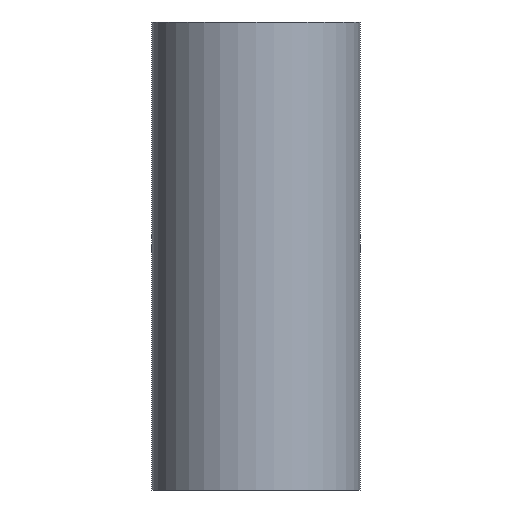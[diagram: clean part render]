
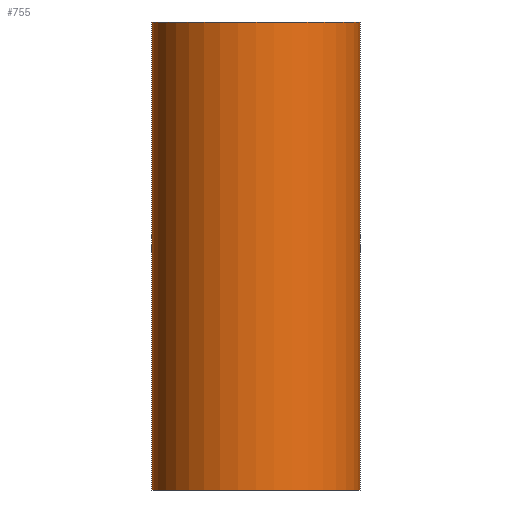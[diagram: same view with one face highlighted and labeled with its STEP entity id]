
A CAD part, front view. The second image highlights one B-rep face of the part: STEP entity #755.
In plain terms, the highlighted cylindrical face has radius 38.1 mm (diameter 76.2 mm), a partial arc.
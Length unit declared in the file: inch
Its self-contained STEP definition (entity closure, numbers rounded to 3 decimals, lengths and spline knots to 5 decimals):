
#17 = AXIS2_PLACEMENT_3D ( 'NONE', #1307, #355, #1297 ) ;
#44 = CARTESIAN_POINT ( 'NONE',  ( -1.5, 0., 3.37402 ) ) ;
#70 = DIRECTION ( 'NONE',  ( 0., 0., 1. ) ) ;
#151 = AXIS2_PLACEMENT_3D ( 'NONE', #399, #271, #1759 ) ;
#200 = CARTESIAN_POINT ( 'NONE',  ( -1.5, 0., 3.37402 ) ) ;
#264 = CARTESIAN_POINT ( 'NONE',  ( 1.5, 0., -3.37402 ) ) ;
#271 = DIRECTION ( 'NONE',  ( 0., 0., 1. ) ) ;
#332 = AXIS2_PLACEMENT_3D ( 'NONE', #1154, #70, #760 ) ;
#355 = DIRECTION ( 'NONE',  ( 0., 0., -1. ) ) ;
#368 = LINE ( 'NONE', #44, #692 ) ;
#399 = CARTESIAN_POINT ( 'NONE',  ( 0., 0., 3.37402 ) ) ;
#569 = ORIENTED_EDGE ( 'NONE', *, *, #611, .F. ) ;
#571 = EDGE_CURVE ( 'NONE', #741, #1129, #1176, .T. ) ;
#611 = EDGE_CURVE ( 'NONE', #1129, #1400, #1497, .T. ) ;
#692 = VECTOR ( 'NONE', #1548, 39.37008 ) ;
#710 = CARTESIAN_POINT ( 'NONE',  ( -1.5, 0., -3.37402 ) ) ;
#719 = FACE_OUTER_BOUND ( 'NONE', #1389, .T. ) ;
#741 = VERTEX_POINT ( 'NONE', #200 ) ;
#755 = ADVANCED_FACE ( 'NONE', ( #719 ), #907, .T. ) ;
#760 = DIRECTION ( 'NONE',  ( 1., 0., 0. ) ) ;
#764 = VECTOR ( 'NONE', #1163, 39.37008 ) ;
#865 = EDGE_CURVE ( 'NONE', #1193, #1400, #1191, .T. ) ;
#895 = EDGE_CURVE ( 'NONE', #741, #1193, #368, .T. ) ;
#907 = CYLINDRICAL_SURFACE ( 'NONE', #17, 1.5 ) ;
#1129 = VERTEX_POINT ( 'NONE', #1432 ) ;
#1154 = CARTESIAN_POINT ( 'NONE',  ( 0., 0., -3.37402 ) ) ;
#1163 = DIRECTION ( 'NONE',  ( 0., 0., -1. ) ) ;
#1176 = CIRCLE ( 'NONE', #151, 1.5 ) ;
#1191 = CIRCLE ( 'NONE', #332, 1.5 ) ;
#1193 = VERTEX_POINT ( 'NONE', #710 ) ;
#1297 = DIRECTION ( 'NONE',  ( -1., 0., 0. ) ) ;
#1307 = CARTESIAN_POINT ( 'NONE',  ( 0., 0., 3.37402 ) ) ;
#1316 = ORIENTED_EDGE ( 'NONE', *, *, #865, .T. ) ;
#1332 = ORIENTED_EDGE ( 'NONE', *, *, #895, .T. ) ;
#1389 = EDGE_LOOP ( 'NONE', ( #569, #1505, #1332, #1316 ) ) ;
#1400 = VERTEX_POINT ( 'NONE', #264 ) ;
#1432 = CARTESIAN_POINT ( 'NONE',  ( 1.5, 0., 3.37402 ) ) ;
#1440 = CARTESIAN_POINT ( 'NONE',  ( 1.5, 0., 3.37402 ) ) ;
#1497 = LINE ( 'NONE', #1440, #764 ) ;
#1505 = ORIENTED_EDGE ( 'NONE', *, *, #571, .F. ) ;
#1548 = DIRECTION ( 'NONE',  ( 0., 0., -1. ) ) ;
#1759 = DIRECTION ( 'NONE',  ( 1., 0., 0. ) ) ;
